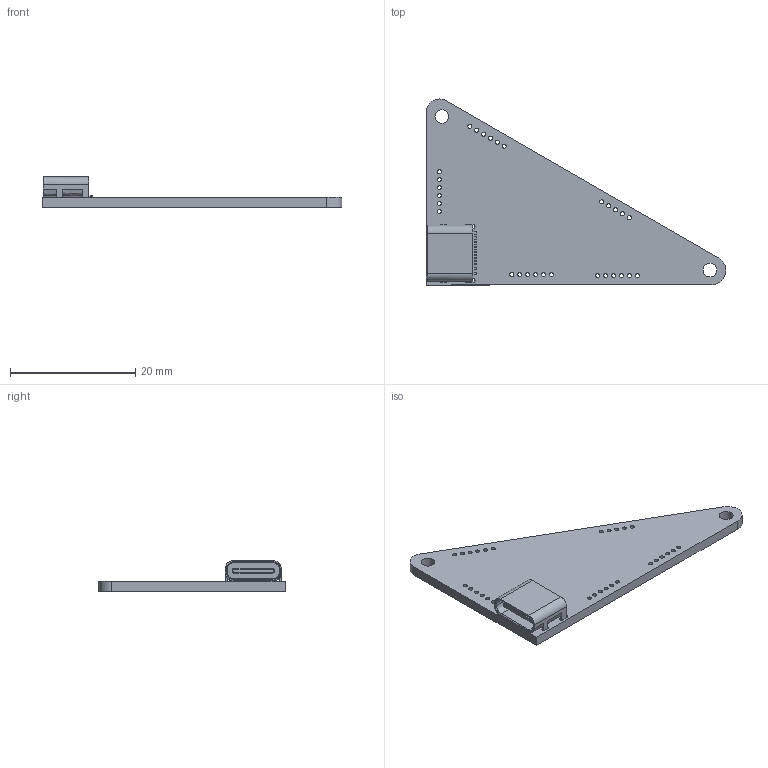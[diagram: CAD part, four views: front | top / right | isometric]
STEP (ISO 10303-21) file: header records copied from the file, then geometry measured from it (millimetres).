
FILE_DESCRIPTION(('KiCad electronic assembly'),'2;1');
FILE_NAME('daughter_board.step','2023-03-01T14:14:07',('Pcbnew'),( 'Kicad'),'Open CASCADE STEP processor 7.6','KiCad to STEP converter' ,'Unknown');
FILE_SCHEMA(('AUTOMOTIVE_DESIGN { 1 0 10303 214 1 1 1 1 }'));
Length unit declared in the file: millimetre
Products named in the file (4): daughter_board 1; HRO  TYPE-C-31-M-12; SOLID; daughter_board PCB
Assembly tree (3 placements, depth 3):
  daughter_board 1
    HRO  TYPE-C-31-M-12
      SOLID
    daughter_board PCB
Bounding box: 47.9 x 29.71 x 4.86 mm (x, y, z)
Volume: 1394.5 mm3; surface area: 2423.2 mm2
Topology: 2 solids, 2 shells, 192 faces, 532 edges, 348 vertices
Faces by surface type: bspline 136, cylinder 43, plane 13
Full cylindrical faces by diameter (mm): 0.65 x31, 2.2 x2
Entity records: 12696 total; most frequent: CARTESIAN_POINT 4662, ORIENTED_EDGE 1064, PCURVE 1064, DEFINITIONAL_REPRESENTATION 1064, B_SPLINE_CURVE_WITH_KNOTS 984, DIRECTION 606, EDGE_CURVE 532, SURFACE_CURVE 495
